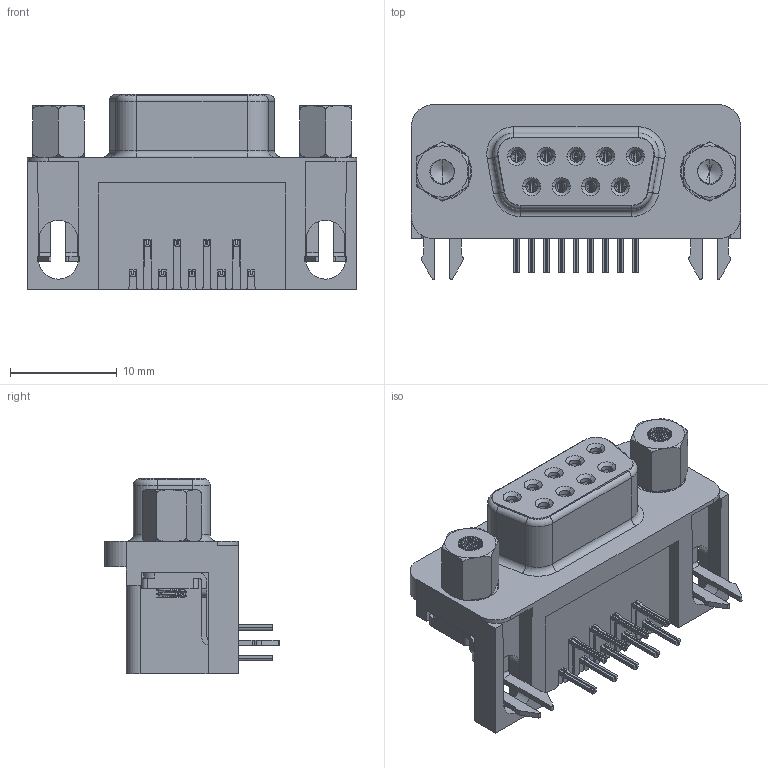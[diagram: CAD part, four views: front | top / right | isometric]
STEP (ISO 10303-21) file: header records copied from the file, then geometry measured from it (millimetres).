
FILE_DESCRIPTION( ('This file contains a STEP AP42 implementation' ,'as created by ZW3D STEP Interface translator.') ,'2;1' );
FILE_NAME( '6223-09FWNXXB01.stp' ,'231225.134011', (''), ('ZWCAD Software Co.'), 'Version 1.0', 'ZW3D to STEP translator', '' );
FILE_SCHEMA(('AUTOMOTIVE_DESIGN { 1 0 10303 214 1 1 1 1 }'));
Length unit declared in the file: millimetre
Products named in the file (1): 0
Bounding box: 30.8 x 16.3 x 18.3 mm (x, y, z)
Surface area: 6182.1 mm2 (no closed solid volume)
Topology: 0 solids, 1 shells, 2814 faces, 8111 edges, 4726 vertices
Faces by surface type: plane 1091, bspline 1001, cylinder 612, torus 88, cone 22
Entity records: 161379 total; most frequent: CARTESIAN_POINT 94485, ORIENTED_EDGE 14854, DIRECTION 10442, EDGE_CURVE 7890, VERTEX_POINT 4726, VECTOR 3844, LINE 3844, AXIS2_PLACEMENT_3D 3299
